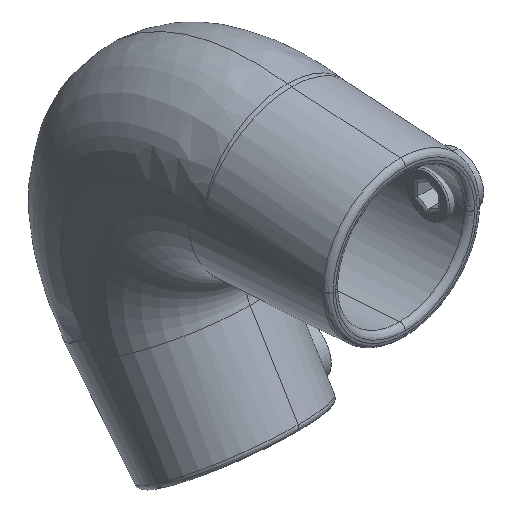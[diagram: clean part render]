
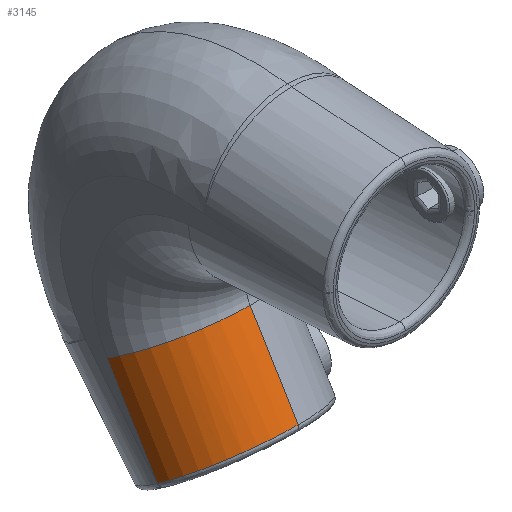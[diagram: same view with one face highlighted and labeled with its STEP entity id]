
A CAD part, isometric view. The second image highlights one B-rep face of the part: STEP entity #3145.
In plain terms, the highlighted cylindrical face has radius 30 mm (diameter 60 mm), a partial arc.
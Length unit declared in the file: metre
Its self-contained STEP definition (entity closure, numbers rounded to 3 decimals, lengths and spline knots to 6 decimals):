
#73 = EDGE_LOOP ( 'NONE', ( #1686, #3152, #5573, #2058 ) ) ;
#163 = CARTESIAN_POINT ( 'NONE',  ( -0.048899, 0.015906, 0.099606 ) ) ;
#210 = CARTESIAN_POINT ( 'NONE',  ( -0.05032, 0.021732, 0.095565 ) ) ;
#360 = CARTESIAN_POINT ( 'NONE',  ( -0.043198, 0.007561, 0.105394 ) ) ;
#459 = CARTESIAN_POINT ( 'NONE',  ( -0.041642, 0.006178, 0.106353 ) ) ;
#549 = CARTESIAN_POINT ( 'NONE',  ( -0.046431, 0.011231, 0.102848 ) ) ;
#889 = CARTESIAN_POINT ( 'NONE',  ( -0.049696, 0.018246, 0.097983 ) ) ;
#1030 = VECTOR ( 'NONE', #7338, 1. ) ;
#1034 = CARTESIAN_POINT ( 'NONE',  ( -0.049452, 0.017425, 0.098552 ) ) ;
#1135 = CARTESIAN_POINT ( 'NONE',  ( -0.032228, 0.000917, 0.110003 ) ) ;
#1187 = CARTESIAN_POINT ( 'NONE',  ( -0.041748, 0.006266, 0.106292 ) ) ;
#1237 = CARTESIAN_POINT ( 'NONE',  ( -0.044124, 0.008482, 0.104755 ) ) ;
#1267 = VERTEX_POINT ( 'NONE', #2812 ) ;
#1282 = CARTESIAN_POINT ( 'NONE',  ( -0.041612, 0.006154, 0.10637 ) ) ;
#1465 = CARTESIAN_POINT ( 'NONE',  ( -0.020393, 0.04325, 0.126701 ) ) ;
#1626 = CARTESIAN_POINT ( 'NONE',  ( -0.049917, 0.019229, 0.097301 ) ) ;
#1658 = DIRECTION ( 'NONE',  ( 0., -0.518, -0.855 ) ) ;
#1666 = AXIS2_PLACEMENT_3D ( 'NONE', #6515, #4369, #9462 ) ;
#1686 = ORIENTED_EDGE ( 'NONE', *, *, #4026, .F. ) ;
#1715 = CARTESIAN_POINT ( 'NONE',  ( -0.050393, 0.04325, 0.126701 ) ) ;
#1770 = CARTESIAN_POINT ( 'NONE',  ( -0.049894, 0.019127, 0.097372 ) ) ;
#1868 = CARTESIAN_POINT ( 'NONE',  ( -0.048297, 0.014543, 0.100552 ) ) ;
#1964 = CARTESIAN_POINT ( 'NONE',  ( -0.022255, -0.001085, 0.111391 ) ) ;
#2009 = CARTESIAN_POINT ( 'NONE',  ( -0.041616, 0.006157, 0.106368 ) ) ;
#2058 = ORIENTED_EDGE ( 'NONE', *, *, #3565, .T. ) ;
#2450 = CARTESIAN_POINT ( 'NONE',  ( -0.050005, 0.019653, 0.097007 ) ) ;
#2637 = CARTESIAN_POINT ( 'NONE',  ( -0.041889, 0.006384, 0.106211 ) ) ;
#2812 = CARTESIAN_POINT ( 'NONE',  ( -0.050393, 0.023613, 0.09426 ) ) ;
#2835 = LINE ( 'NONE', #8747, #1030 ) ;
#2838 = VERTEX_POINT ( 'NONE', #1715 ) ;
#2993 = VERTEX_POINT ( 'NONE', #9409 ) ;
#3145 = ADVANCED_FACE ( 'NONE', ( #4458 ), #8869, .T. ) ;
#3152 = ORIENTED_EDGE ( 'NONE', *, *, #4828, .T. ) ;
#3169 = CARTESIAN_POINT ( 'NONE',  ( -0.050034, 0.0198, 0.096905 ) ) ;
#3315 = CARTESIAN_POINT ( 'NONE',  ( -0.024129, -0.000942, 0.111292 ) ) ;
#3366 = CARTESIAN_POINT ( 'NONE',  ( -0.041627, 0.006166, 0.106362 ) ) ;
#3415 = CARTESIAN_POINT ( 'NONE',  ( -0.044722, 0.009138, 0.1043 ) ) ;
#3506 = CARTESIAN_POINT ( 'NONE',  ( -0.042885, 0.007265, 0.1056 ) ) ;
#3565 = EDGE_CURVE ( 'NONE', #2993, #2838, #6917, .T. ) ;
#3620 = B_SPLINE_CURVE_WITH_KNOTS ( 'NONE', 3,
 ( #6031, #3797, #210, #6224, #7478, #3169, #2450, #5399, #8255, #1626, #3937, #8399, #4573, #1770, #4721, #7674, #889, #1034, #3844, #163, #4087, #4961, #6420, #8500, #4221, #4037, #1868, #4820, #7183, #7915, #549, #3415, #1237, #360, #3506, #9278, #7770, #2637, #1187, #6467, #459, #3366, #2009, #1282, #8547, #5639, #9416, #4134, #9224, #4775, #7093, #1135, #7043, #8594, #6996, #6373, #5594, #7870, #3315, #1964, #5493 ),
 .UNSPECIFIED., .F., .F.,
 ( 4, 2, 2, 2, 1, 1, 1, 1, 1, 2, 2, 2, 2, 1, 1, 1, 1, 1, 2, 2, 2, 2, 2, 1, 1, 1, 1, 1, 2, 2, 2, 2, 2, 1, 1, 2, 2, 2, 4 ),
 ( 0., 0.0625, 0.09375, 0.109375, 0.117187, 0.121094, 0.123047, 0.124023, 0.124512, 0.124756, 0.125, 0.1875, 0.21875, 0.234375, 0.242187, 0.246094, 0.248047, 0.249023, 0.249512, 0.25, 0.375, 0.4375, 0.46875, 0.484375, 0.492188, 0.496094, 0.498047, 0.499023, 0.499512, 0.5, 0.625, 0.6875, 0.71875, 0.734375, 0.742188, 0.746094, 0.75, 0.875, 1. ),
 .UNSPECIFIED. ) ;
#3797 = CARTESIAN_POINT ( 'NONE',  ( -0.050393, 0.02261, 0.094956 ) ) ;
#3844 = CARTESIAN_POINT ( 'NONE',  ( -0.049043, 0.016276, 0.099349 ) ) ;
#3937 = CARTESIAN_POINT ( 'NONE',  ( -0.049905, 0.019174, 0.097339 ) ) ;
#4026 = EDGE_CURVE ( 'NONE', #1267, #2838, #2835, .T. ) ;
#4037 = CARTESIAN_POINT ( 'NONE',  ( -0.048304, 0.014558, 0.100541 ) ) ;
#4087 = CARTESIAN_POINT ( 'NONE',  ( -0.048675, 0.015372, 0.099976 ) ) ;
#4134 = CARTESIAN_POINT ( 'NONE',  ( -0.035018, 0.002033, 0.109229 ) ) ;
#4221 = CARTESIAN_POINT ( 'NONE',  ( -0.048321, 0.014594, 0.100516 ) ) ;
#4369 = DIRECTION ( 'NONE',  ( 0., -0.518, -0.855 ) ) ;
#4458 = FACE_OUTER_BOUND ( 'NONE', #73, .T. ) ;
#4573 = CARTESIAN_POINT ( 'NONE',  ( -0.049895, 0.019133, 0.097368 ) ) ;
#4721 = CARTESIAN_POINT ( 'NONE',  ( -0.049893, 0.019123, 0.097375 ) ) ;
#4775 = CARTESIAN_POINT ( 'NONE',  ( -0.03324, 0.00129, 0.109744 ) ) ;
#4820 = CARTESIAN_POINT ( 'NONE',  ( -0.048292, 0.014532, 0.100559 ) ) ;
#4828 = EDGE_CURVE ( 'NONE', #1267, #7100, #3620, .T. ) ;
#4834 = LINE ( 'NONE', #6525, #8902 ) ;
#4961 = CARTESIAN_POINT ( 'NONE',  ( -0.048561, 0.01511, 0.100158 ) ) ;
#5191 = DIRECTION ( 'NONE',  ( 0., 0.855, -0.518 ) ) ;
#5399 = CARTESIAN_POINT ( 'NONE',  ( -0.049963, 0.019444, 0.097152 ) ) ;
#5493 = CARTESIAN_POINT ( 'NONE',  ( -0.020393, -0.001085, 0.111391 ) ) ;
#5573 = ORIENTED_EDGE ( 'NONE', *, *, #7887, .F. ) ;
#5594 = CARTESIAN_POINT ( 'NONE',  ( -0.029662, 0.000071, 0.110589 ) ) ;
#5639 = CARTESIAN_POINT ( 'NONE',  ( -0.038461, 0.003825, 0.107986 ) ) ;
#6031 = CARTESIAN_POINT ( 'NONE',  ( -0.050393, 0.023613, 0.09426 ) ) ;
#6224 = CARTESIAN_POINT ( 'NONE',  ( -0.050174, 0.020608, 0.096344 ) ) ;
#6373 = CARTESIAN_POINT ( 'NONE',  ( -0.031491, 0.000667, 0.110176 ) ) ;
#6420 = CARTESIAN_POINT ( 'NONE',  ( -0.048425, 0.014813, 0.100364 ) ) ;
#6467 = CARTESIAN_POINT ( 'NONE',  ( -0.041677, 0.006207, 0.106333 ) ) ;
#6515 = CARTESIAN_POINT ( 'NONE',  ( -0.020393, 0.04325, 0.126701 ) ) ;
#6525 = CARTESIAN_POINT ( 'NONE',  ( -0.020393, 0.017585, 0.142236 ) ) ;
#6917 = CIRCLE ( 'NONE', #1666, 0.03 ) ;
#6996 = CARTESIAN_POINT ( 'NONE',  ( -0.031549, 0.000686, 0.110163 ) ) ;
#7043 = CARTESIAN_POINT ( 'NONE',  ( -0.031832, 0.000781, 0.110097 ) ) ;
#7093 = CARTESIAN_POINT ( 'NONE',  ( -0.032566, 0.001039, 0.109918 ) ) ;
#7100 = VERTEX_POINT ( 'NONE', #7652 ) ;
#7183 = CARTESIAN_POINT ( 'NONE',  ( -0.04829, 0.014529, 0.100561 ) ) ;
#7338 = DIRECTION ( 'NONE',  ( 0., 0.518, 0.855 ) ) ;
#7478 = CARTESIAN_POINT ( 'NONE',  ( -0.050119, 0.020266, 0.096582 ) ) ;
#7652 = CARTESIAN_POINT ( 'NONE',  ( -0.020393, -0.001085, 0.111391 ) ) ;
#7674 = CARTESIAN_POINT ( 'NONE',  ( -0.049893, 0.019123, 0.097375 ) ) ;
#7770 = CARTESIAN_POINT ( 'NONE',  ( -0.04217, 0.006624, 0.106044 ) ) ;
#7870 = CARTESIAN_POINT ( 'NONE',  ( -0.027833, -0.000364, 0.110891 ) ) ;
#7887 = EDGE_CURVE ( 'NONE', #2993, #7100, #4834, .T. ) ;
#7915 = CARTESIAN_POINT ( 'NONE',  ( -0.047457, 0.012796, 0.101763 ) ) ;
#8255 = CARTESIAN_POINT ( 'NONE',  ( -0.049941, 0.019342, 0.097222 ) ) ;
#8399 = CARTESIAN_POINT ( 'NONE',  ( -0.049898, 0.019146, 0.097358 ) ) ;
#8500 = CARTESIAN_POINT ( 'NONE',  ( -0.048356, 0.014667, 0.100465 ) ) ;
#8511 = DIRECTION ( 'NONE',  ( 0., -0.518, -0.855 ) ) ;
#8547 = CARTESIAN_POINT ( 'NONE',  ( -0.040098, 0.004907, 0.107235 ) ) ;
#8574 = AXIS2_PLACEMENT_3D ( 'NONE', #1465, #1658, #5191 ) ;
#8594 = CARTESIAN_POINT ( 'NONE',  ( -0.031663, 0.000724, 0.110137 ) ) ;
#8747 = CARTESIAN_POINT ( 'NONE',  ( -0.050393, 0.04325, 0.126701 ) ) ;
#8869 = CYLINDRICAL_SURFACE ( 'NONE', #8574, 0.03 ) ;
#8902 = VECTOR ( 'NONE', #8511, 1. ) ;
#9224 = CARTESIAN_POINT ( 'NONE',  ( -0.033687, 0.001468, 0.10962 ) ) ;
#9278 = CARTESIAN_POINT ( 'NONE',  ( -0.042409, 0.006835, 0.105898 ) ) ;
#9409 = CARTESIAN_POINT ( 'NONE',  ( -0.020393, 0.017585, 0.142236 ) ) ;
#9416 = CARTESIAN_POINT ( 'NONE',  ( -0.035892, 0.00245, 0.108939 ) ) ;
#9462 = DIRECTION ( 'NONE',  ( 0., 0.855, -0.518 ) ) ;
